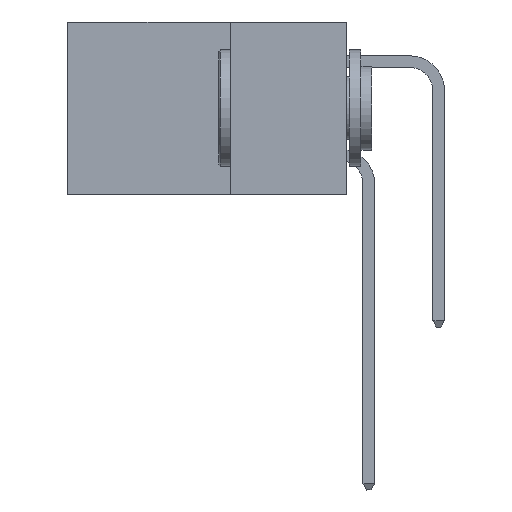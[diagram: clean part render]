
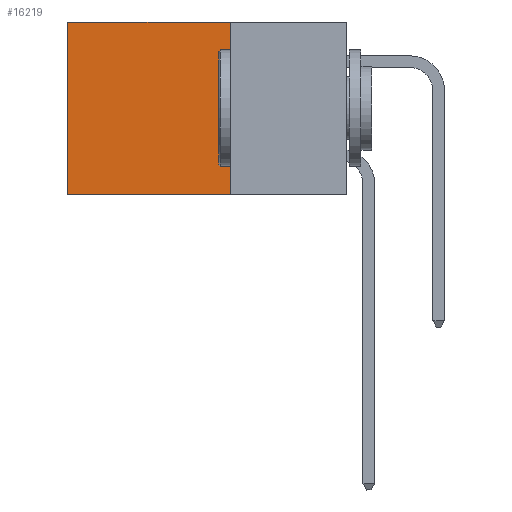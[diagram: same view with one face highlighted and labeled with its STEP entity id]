
A CAD part, left-side view. The second image highlights one B-rep face of the part: STEP entity #16219.
In plain terms, the highlighted planar face has unit normal (-1, 0, 0).
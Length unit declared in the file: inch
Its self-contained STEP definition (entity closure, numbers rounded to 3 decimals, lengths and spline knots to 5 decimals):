
#2718 = VECTOR ( 'NONE', #24976, 39.37008 ) ;
#2936 = LINE ( 'NONE', #10128, #17176 ) ;
#3256 = DIRECTION ( 'NONE',  ( 0., 0., -1. ) ) ;
#3792 = EDGE_CURVE ( 'NONE', #16527, #7069, #19150, .T. ) ;
#3886 = VERTEX_POINT ( 'NONE', #19224 ) ;
#4188 = ORIENTED_EDGE ( 'NONE', *, *, #22981, .T. ) ;
#4511 = VERTEX_POINT ( 'NONE', #21172 ) ;
#5140 = VECTOR ( 'NONE', #10171, 39.37008 ) ;
#5792 = DIRECTION ( 'NONE',  ( 1., 0., 0. ) ) ;
#5874 = CARTESIAN_POINT ( 'NONE',  ( 0.2875, 0.25, 0. ) ) ;
#5923 = CARTESIAN_POINT ( 'NONE',  ( 0.2875, 0.25, 0. ) ) ;
#6070 = DIRECTION ( 'NONE',  ( 0., 1., 0. ) ) ;
#6497 = ORIENTED_EDGE ( 'NONE', *, *, #16888, .T. ) ;
#6706 = CARTESIAN_POINT ( 'NONE',  ( 0.2875, 0.25, -0.37 ) ) ;
#7069 = VERTEX_POINT ( 'NONE', #6706 ) ;
#8057 = LINE ( 'NONE', #23406, #25467 ) ;
#9769 = DIRECTION ( 'NONE',  ( 0., 0., -1. ) ) ;
#10128 = CARTESIAN_POINT ( 'NONE',  ( 0.2875, 0.25, -0.37 ) ) ;
#10171 = DIRECTION ( 'NONE',  ( 0., 1., 0. ) ) ;
#12877 = CARTESIAN_POINT ( 'NONE',  ( 0.2875, 0.25, 0. ) ) ;
#15318 = ORIENTED_EDGE ( 'NONE', *, *, #3792, .F. ) ;
#16219 = ADVANCED_FACE ( 'NONE', ( #21313 ), #22250, .F. ) ;
#16527 = VERTEX_POINT ( 'NONE', #12877 ) ;
#16888 = EDGE_CURVE ( 'NONE', #16527, #4511, #20630, .T. ) ;
#16955 = CARTESIAN_POINT ( 'NONE',  ( 0.2875, 0.25, 0. ) ) ;
#17176 = VECTOR ( 'NONE', #6070, 39.37008 ) ;
#19150 = LINE ( 'NONE', #16955, #2718 ) ;
#19224 = CARTESIAN_POINT ( 'NONE',  ( 0.2875, 0.6, -0.37 ) ) ;
#20630 = LINE ( 'NONE', #5923, #5140 ) ;
#21172 = CARTESIAN_POINT ( 'NONE',  ( 0.2875, 0.6, 0. ) ) ;
#21313 = FACE_OUTER_BOUND ( 'NONE', #23230, .T. ) ;
#22250 = PLANE ( 'NONE',  #25873 ) ;
#22981 = EDGE_CURVE ( 'NONE', #4511, #3886, #8057, .T. ) ;
#23230 = EDGE_LOOP ( 'NONE', ( #4188, #24388, #15318, #6497 ) ) ;
#23406 = CARTESIAN_POINT ( 'NONE',  ( 0.2875, 0.6, 0. ) ) ;
#24319 = EDGE_CURVE ( 'NONE', #7069, #3886, #2936, .T. ) ;
#24388 = ORIENTED_EDGE ( 'NONE', *, *, #24319, .F. ) ;
#24976 = DIRECTION ( 'NONE',  ( 0., 0., -1. ) ) ;
#25467 = VECTOR ( 'NONE', #3256, 39.37008 ) ;
#25873 = AXIS2_PLACEMENT_3D ( 'NONE', #5874, #5792, #9769 ) ;
